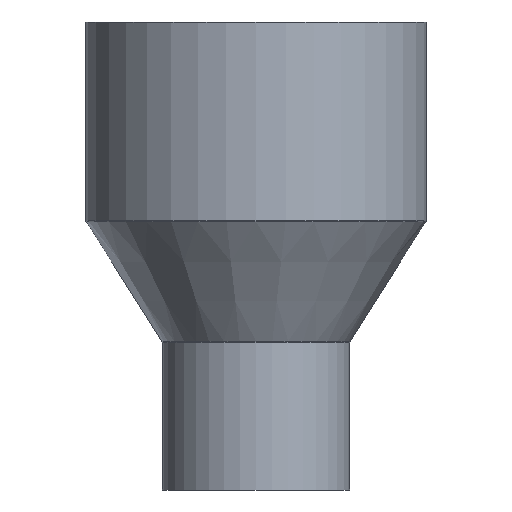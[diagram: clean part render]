
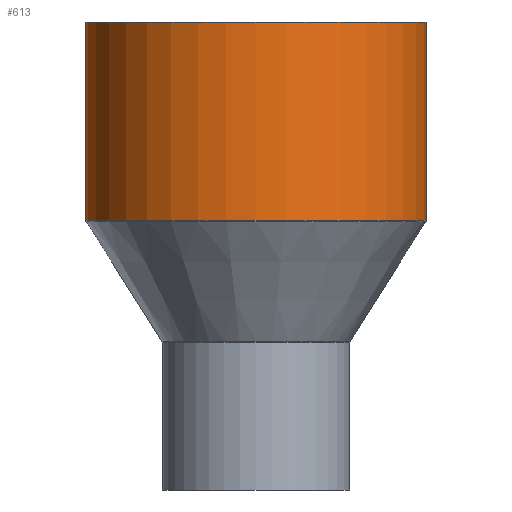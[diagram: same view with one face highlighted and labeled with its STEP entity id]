
A CAD part, front view. The second image highlights one B-rep face of the part: STEP entity #613.
In plain terms, the highlighted cylindrical face has radius 100 mm (diameter 200 mm), a partial arc.
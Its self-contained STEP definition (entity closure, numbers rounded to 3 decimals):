
#4 = AXIS2_PLACEMENT_3D ( 'NONE', #71, #582, #279 ) ;
#5 = EDGE_CURVE ( 'NONE', #637, #205, #303, .T. ) ;
#32 = DIRECTION ( 'NONE',  ( -1., 0., 0. ) ) ;
#36 = DIRECTION ( 'NONE',  ( 0., 0., -1. ) ) ;
#54 = ORIENTED_EDGE ( 'NONE', *, *, #5, .F. ) ;
#65 = CIRCLE ( 'NONE', #228, 100. ) ;
#67 = CARTESIAN_POINT ( 'NONE',  ( 100., 0., -16.533 ) ) ;
#71 = CARTESIAN_POINT ( 'NONE',  ( 0., 0., 31.899 ) ) ;
#76 = EDGE_CURVE ( 'NONE', #255, #141, #65, .T. ) ;
#120 = CARTESIAN_POINT ( 'NONE',  ( 0., 0., -16.533 ) ) ;
#141 = VERTEX_POINT ( 'NONE', #389 ) ;
#191 = AXIS2_PLACEMENT_3D ( 'NONE', #120, #627, #32 ) ;
#205 = VERTEX_POINT ( 'NONE', #252 ) ;
#228 = AXIS2_PLACEMENT_3D ( 'NONE', #444, #36, #590 ) ;
#252 = CARTESIAN_POINT ( 'NONE',  ( -100., 0., 31.899 ) ) ;
#255 = VERTEX_POINT ( 'NONE', #518 ) ;
#270 = EDGE_CURVE ( 'NONE', #255, #637, #475, .T. ) ;
#277 = DIRECTION ( 'NONE',  ( 0., 0., -1. ) ) ;
#279 = DIRECTION ( 'NONE',  ( -1., 0., 0. ) ) ;
#303 = CIRCLE ( 'NONE', #4, 100. ) ;
#352 = LINE ( 'NONE', #557, #498 ) ;
#354 = ORIENTED_EDGE ( 'NONE', *, *, #76, .T. ) ;
#355 = DIRECTION ( 'NONE',  ( 0., 0., -1. ) ) ;
#389 = CARTESIAN_POINT ( 'NONE',  ( -100., 0., 148.319 ) ) ;
#411 = ORIENTED_EDGE ( 'NONE', *, *, #451, .T. ) ;
#444 = CARTESIAN_POINT ( 'NONE',  ( 0., 0., 148.319 ) ) ;
#451 = EDGE_CURVE ( 'NONE', #141, #205, #352, .T. ) ;
#474 = ORIENTED_EDGE ( 'NONE', *, *, #270, .F. ) ;
#475 = LINE ( 'NONE', #67, #619 ) ;
#477 = FACE_OUTER_BOUND ( 'NONE', #478, .T. ) ;
#478 = EDGE_LOOP ( 'NONE', ( #474, #354, #411, #54 ) ) ;
#485 = CYLINDRICAL_SURFACE ( 'NONE', #191, 100. ) ;
#498 = VECTOR ( 'NONE', #355, 1000. ) ;
#518 = CARTESIAN_POINT ( 'NONE',  ( 100., 0., 148.319 ) ) ;
#532 = CARTESIAN_POINT ( 'NONE',  ( 100., 0., 31.899 ) ) ;
#557 = CARTESIAN_POINT ( 'NONE',  ( -100., 0., -16.533 ) ) ;
#582 = DIRECTION ( 'NONE',  ( 0., 0., -1. ) ) ;
#590 = DIRECTION ( 'NONE',  ( -1., 0., 0. ) ) ;
#613 = ADVANCED_FACE ( 'NONE', ( #477 ), #485, .T. ) ;
#619 = VECTOR ( 'NONE', #277, 1000. ) ;
#627 = DIRECTION ( 'NONE',  ( 0., 0., -1. ) ) ;
#637 = VERTEX_POINT ( 'NONE', #532 ) ;
